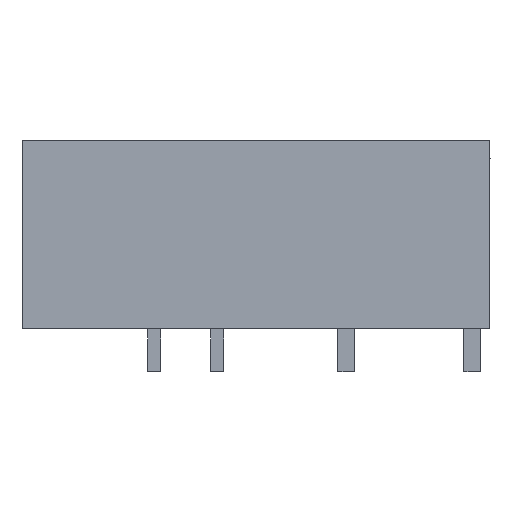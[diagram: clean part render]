
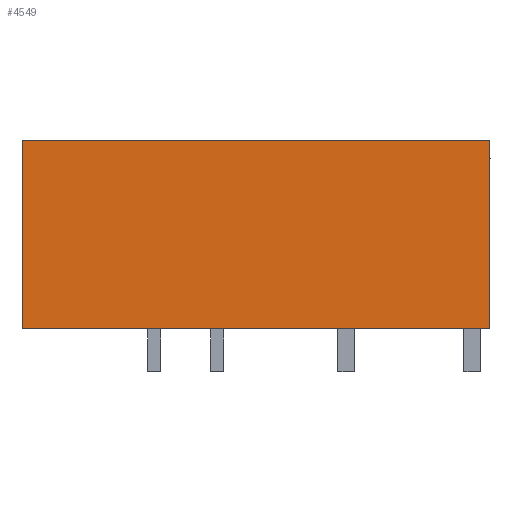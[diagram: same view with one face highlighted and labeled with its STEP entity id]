
A CAD part, left-side view. The second image highlights one B-rep face of the part: STEP entity #4549.
In plain terms, the highlighted planar face has unit normal (-1, 0, 0).
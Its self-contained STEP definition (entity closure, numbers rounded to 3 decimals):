
#4536=AXIS2_PLACEMENT_3D('Plane Axis2P3D',#4533,#4534,#4535) ;
#1452=CARTESIAN_POINT('Vertex',(0.,0.,14.)) ;
#1455=CARTESIAN_POINT('Line Origine',(0.,0.,8.3)) ;
#1459=CARTESIAN_POINT('Vertex',(0.,0.,2.6)) ;
#1488=CARTESIAN_POINT('Line Origine',(0.,14.15,2.6)) ;
#1492=CARTESIAN_POINT('Vertex',(0.,28.3,2.6)) ;
#3683=CARTESIAN_POINT('Line Origine',(0.,28.3,8.3)) ;
#3687=CARTESIAN_POINT('Vertex',(0.,28.3,14.)) ;
#4533=CARTESIAN_POINT('Axis2P3D Location',(0.,0.,17.5)) ;
#4538=CARTESIAN_POINT('Line Origine',(0.,14.15,14.)) ;
#1456=DIRECTION('Vector Direction',(0.,0.,-1.)) ;
#1489=DIRECTION('Vector Direction',(0.,-1.,0.)) ;
#3684=DIRECTION('Vector Direction',(0.,0.,1.)) ;
#4534=DIRECTION('Axis2P3D Direction',(-1.,0.,0.)) ;
#4535=DIRECTION('Axis2P3D XDirection',(0.,1.,0.)) ;
#4539=DIRECTION('Vector Direction',(0.,-1.,0.)) ;
#1457=VECTOR('Line Direction',#1456,1.) ;
#1490=VECTOR('Line Direction',#1489,1.) ;
#3685=VECTOR('Line Direction',#3684,1.) ;
#4540=VECTOR('Line Direction',#4539,1.) ;
#4544=ORIENTED_EDGE('',*,*,#4542,.F.) ;
#4545=ORIENTED_EDGE('',*,*,#3689,.F.) ;
#4546=ORIENTED_EDGE('',*,*,#1494,.T.) ;
#4547=ORIENTED_EDGE('',*,*,#1461,.T.) ;
#4549=ADVANCED_FACE('model',(#4548),#4537,.T.) ;
#1461=EDGE_CURVE('',#1460,#1453,#1458,.F.) ;
#1494=EDGE_CURVE('',#1493,#1460,#1491,.T.) ;
#3689=EDGE_CURVE('',#1493,#3688,#3686,.T.) ;
#4542=EDGE_CURVE('',#3688,#1453,#4541,.T.) ;
#4543=EDGE_LOOP('',(#4544,#4545,#4546,#4547)) ;
#4548=FACE_OUTER_BOUND('',#4543,.T.) ;
#1458=LINE('Line',#1455,#1457) ;
#1491=LINE('Line',#1488,#1490) ;
#3686=LINE('Line',#3683,#3685) ;
#4541=LINE('Line',#4538,#4540) ;
#4537=PLANE('',#4536) ;
#1453=VERTEX_POINT('',#1452) ;
#1460=VERTEX_POINT('',#1459) ;
#1493=VERTEX_POINT('',#1492) ;
#3688=VERTEX_POINT('',#3687) ;
